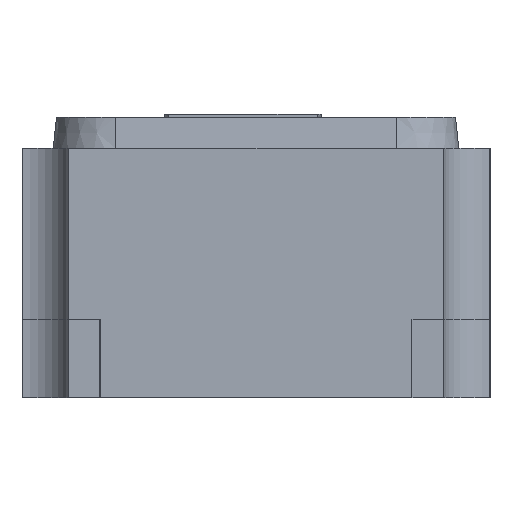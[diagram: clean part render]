
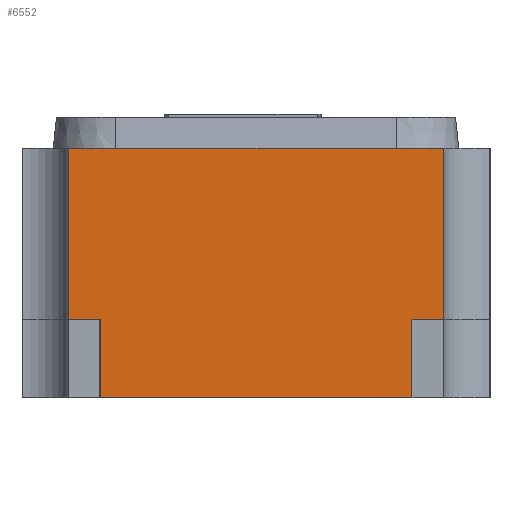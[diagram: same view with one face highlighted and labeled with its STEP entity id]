
A CAD part, left-side view. The second image highlights one B-rep face of the part: STEP entity #6552.
In plain terms, the highlighted planar face has unit normal (-1, 0, 0).
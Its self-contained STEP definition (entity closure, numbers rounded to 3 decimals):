
#5700 = EDGE_CURVE('',#5701,#5703,#5705,.T.);
#5701 = VERTEX_POINT('',#5702);
#5702 = CARTESIAN_POINT('',(-1.6,-0.5,0.));
#5703 = VERTEX_POINT('',#5704);
#5704 = CARTESIAN_POINT('',(-1.6,-0.5,0.25));
#5705 = LINE('',#5706,#5707);
#5706 = CARTESIAN_POINT('',(-1.6,-0.5,0.));
#5707 = VECTOR('',#5708,1.);
#5708 = DIRECTION('',(0.,0.,1.));
#5775 = VERTEX_POINT('',#5776);
#5776 = CARTESIAN_POINT('',(-1.6,0.5,0.25));
#5783 = EDGE_CURVE('',#5775,#5784,#5786,.T.);
#5784 = VERTEX_POINT('',#5785);
#5785 = CARTESIAN_POINT('',(-1.6,0.5,0.));
#5786 = LINE('',#5787,#5788);
#5787 = CARTESIAN_POINT('',(-1.6,0.5,0.));
#5788 = VECTOR('',#5789,1.);
#5789 = DIRECTION('',(0.,0.,-1.));
#5914 = VERTEX_POINT('',#5915);
#5915 = CARTESIAN_POINT('',(-1.6,-0.6,0.25));
#5922 = EDGE_CURVE('',#5703,#5914,#5923,.T.);
#5923 = LINE('',#5924,#5925);
#5924 = CARTESIAN_POINT('',(-1.6,0.284,0.25));
#5925 = VECTOR('',#5926,1.);
#5926 = DIRECTION('',(0.,-1.,0.));
#5931 = EDGE_CURVE('',#5932,#5775,#5934,.T.);
#5932 = VERTEX_POINT('',#5933);
#5933 = CARTESIAN_POINT('',(-1.6,0.6,0.25));
#5934 = LINE('',#5935,#5936);
#5935 = CARTESIAN_POINT('',(-1.6,0.284,0.25));
#5936 = VECTOR('',#5937,1.);
#5937 = DIRECTION('',(0.,-1.,0.));
#6358 = EDGE_CURVE('',#5784,#5701,#6359,.T.);
#6359 = LINE('',#6360,#6361);
#6360 = CARTESIAN_POINT('',(-1.6,0.6,0.));
#6361 = VECTOR('',#6362,1.);
#6362 = DIRECTION('',(0.,-1.,0.));
#6437 = VERTEX_POINT('',#6438);
#6438 = CARTESIAN_POINT('',(-1.6,0.6,0.8));
#6445 = EDGE_CURVE('',#5932,#6437,#6446,.T.);
#6446 = LINE('',#6447,#6448);
#6447 = CARTESIAN_POINT('',(-1.6,0.6,0.));
#6448 = VECTOR('',#6449,1.);
#6449 = DIRECTION('',(0.,0.,1.));
#6531 = EDGE_CURVE('',#5914,#6532,#6534,.T.);
#6532 = VERTEX_POINT('',#6533);
#6533 = CARTESIAN_POINT('',(-1.6,-0.6,0.8));
#6534 = LINE('',#6535,#6536);
#6535 = CARTESIAN_POINT('',(-1.6,-0.6,0.));
#6536 = VECTOR('',#6537,1.);
#6537 = DIRECTION('',(0.,0.,1.));
#6552 = ADVANCED_FACE('',(#6553),#6568,.T.);
#6553 = FACE_BOUND('',#6554,.T.);
#6554 = EDGE_LOOP('',(#6555,#6556,#6557,#6563,#6564,#6565,#6566,#6567));
#6555 = ORIENTED_EDGE('',*,*,#5922,.T.);
#6556 = ORIENTED_EDGE('',*,*,#6531,.T.);
#6557 = ORIENTED_EDGE('',*,*,#6558,.F.);
#6558 = EDGE_CURVE('',#6437,#6532,#6559,.T.);
#6559 = LINE('',#6560,#6561);
#6560 = CARTESIAN_POINT('',(-1.6,0.6,0.8));
#6561 = VECTOR('',#6562,1.);
#6562 = DIRECTION('',(0.,-1.,0.));
#6563 = ORIENTED_EDGE('',*,*,#6445,.F.);
#6564 = ORIENTED_EDGE('',*,*,#5931,.T.);
#6565 = ORIENTED_EDGE('',*,*,#5783,.T.);
#6566 = ORIENTED_EDGE('',*,*,#6358,.T.);
#6567 = ORIENTED_EDGE('',*,*,#5700,.T.);
#6568 = PLANE('',#6569);
#6569 = AXIS2_PLACEMENT_3D('',#6570,#6571,#6572);
#6570 = CARTESIAN_POINT('',(-1.6,0.6,0.));
#6571 = DIRECTION('',(-1.,0.,0.));
#6572 = DIRECTION('',(0.,-1.,0.));
